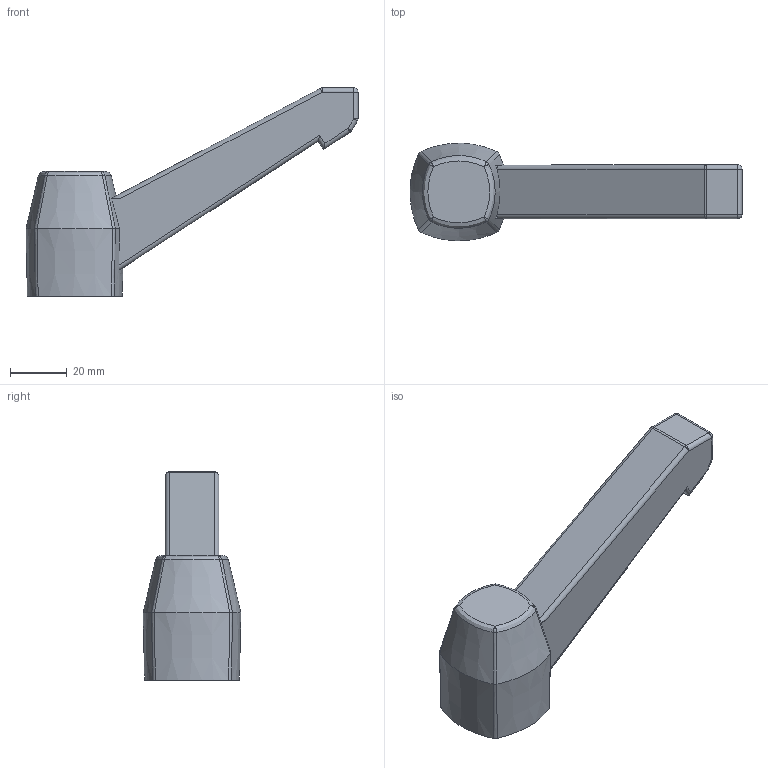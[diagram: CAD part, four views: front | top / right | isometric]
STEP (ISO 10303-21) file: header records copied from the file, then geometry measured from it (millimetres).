
FILE_DESCRIPTION( ( 'Unknown' ), '1' );
FILE_NAME( '7347105_MAB100_C_M14.stp', 'Unknown', ( 'Unknown' ), ( 'Unknown' ), 'PSStep 14.0', 'Unknown', ' ' );
FILE_SCHEMA( ( 'AUTOMOTIVE_DESIGN { 1 0 10303 214 1 1 1 1 }' ) );
Length unit declared in the file: millimetre
Products named in the file (1): 1
Bounding box: 117.23 x 34.46 x 73.5 mm (x, y, z)
Volume: 63543.3 mm3; surface area: 15683.3 mm2
Topology: 1 solids, 1 shells, 103 faces, 243 edges, 130 vertices
Faces by surface type: cylinder 39, bspline 24, plane 20, sphere 18, cone 2
Full cylindrical faces by diameter (mm): 11.835 x2
Entity records: 5534 total; most frequent: CARTESIAN_POINT 2603, ORIENTED_EDGE 450, DIRECTION 408, EDGE_CURVE 225, AXIS2_PLACEMENT_3D 164, VERTEX_POINT 129, EDGE_LOOP 107, FACE_OUTER_BOUND 105
